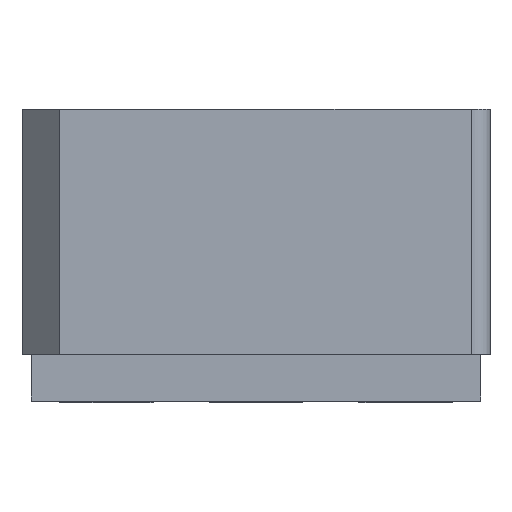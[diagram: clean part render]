
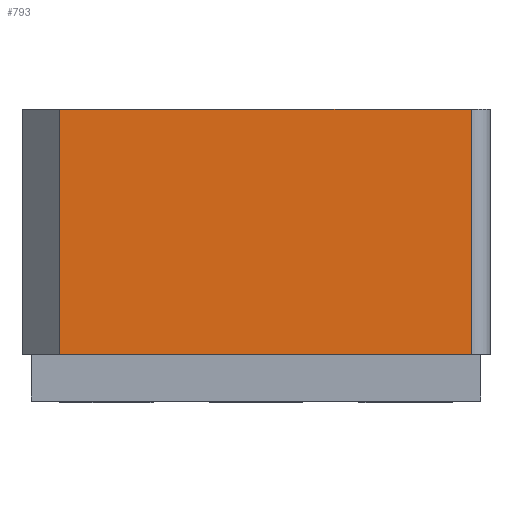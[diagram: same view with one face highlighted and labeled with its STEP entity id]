
A CAD part, left-side view. The second image highlights one B-rep face of the part: STEP entity #793.
In plain terms, the highlighted planar face has unit normal (-1, 0, 0).
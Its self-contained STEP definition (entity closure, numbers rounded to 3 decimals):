
#327 = VERTEX_POINT('',#328);
#328 = CARTESIAN_POINT('',(-2.45,-1.15,0.25));
#335 = EDGE_CURVE('',#327,#336,#338,.T.);
#336 = VERTEX_POINT('',#337);
#337 = CARTESIAN_POINT('',(-2.45,1.05,0.25));
#338 = LINE('',#339,#340);
#339 = CARTESIAN_POINT('',(-2.45,-1.15,0.25));
#340 = VECTOR('',#341,1.);
#341 = DIRECTION('',(0.,1.,0.));
#458 = VERTEX_POINT('',#459);
#459 = CARTESIAN_POINT('',(-2.45,1.05,1.56));
#465 = EDGE_CURVE('',#466,#458,#468,.T.);
#466 = VERTEX_POINT('',#467);
#467 = CARTESIAN_POINT('',(-2.45,-1.15,1.56));
#468 = LINE('',#469,#470);
#469 = CARTESIAN_POINT('',(-2.45,-1.15,1.56));
#470 = VECTOR('',#471,1.);
#471 = DIRECTION('',(0.,1.,0.));
#780 = EDGE_CURVE('',#327,#466,#781,.T.);
#781 = LINE('',#782,#783);
#782 = CARTESIAN_POINT('',(-2.45,-1.15,0.25));
#783 = VECTOR('',#784,1.);
#784 = DIRECTION('',(0.,0.,1.));
#793 = ADVANCED_FACE('',(#794),#805,.T.);
#794 = FACE_BOUND('',#795,.T.);
#795 = EDGE_LOOP('',(#796,#797,#798,#804));
#796 = ORIENTED_EDGE('',*,*,#780,.T.);
#797 = ORIENTED_EDGE('',*,*,#465,.T.);
#798 = ORIENTED_EDGE('',*,*,#799,.F.);
#799 = EDGE_CURVE('',#336,#458,#800,.T.);
#800 = LINE('',#801,#802);
#801 = CARTESIAN_POINT('',(-2.45,1.05,0.25));
#802 = VECTOR('',#803,1.);
#803 = DIRECTION('',(0.,0.,1.));
#804 = ORIENTED_EDGE('',*,*,#335,.F.);
#805 = PLANE('',#806);
#806 = AXIS2_PLACEMENT_3D('',#807,#808,#809);
#807 = CARTESIAN_POINT('',(-2.45,-1.15,0.25));
#808 = DIRECTION('',(-1.,0.,0.));
#809 = DIRECTION('',(0.,1.,0.));
